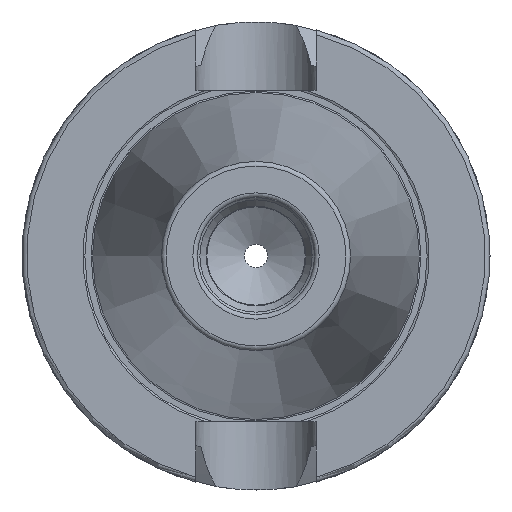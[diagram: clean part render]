
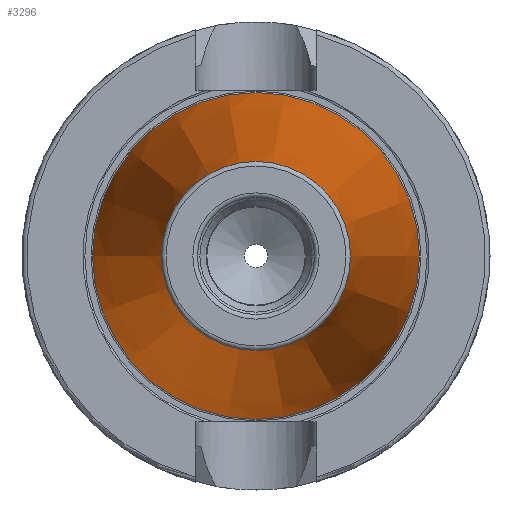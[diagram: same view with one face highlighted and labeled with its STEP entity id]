
A CAD part, left-side view. The second image highlights one B-rep face of the part: STEP entity #3296.
In plain terms, the highlighted conical face has half-angle 8.297 degrees and reference radius 27.564 mm.
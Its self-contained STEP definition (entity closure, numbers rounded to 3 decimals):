
#3254=CARTESIAN_POINT('',(-100.944,20.204,0.0));
#3255=VERTEX_POINT('',#3254);
#3256=CARTESIAN_POINT('',(-100.944,0.,0.0));
#3257=DIRECTION('',(1.0,0.0,0.0));
#3258=DIRECTION('',(0.0,1.0,0.0));
#3259=AXIS2_PLACEMENT_3D('',#3256,#3257,#3258);
#3260=CIRCLE('',#3259,20.204);
#3261=EDGE_CURVE('',#3255,#3255,#3260,.T.);
#3277=CARTESIAN_POINT('',(-50.472,0.,0.0));
#3278=DIRECTION('',(1.0,0.,0.0));
#3279=DIRECTION('',(0.0,1.0,0.0));
#3280=AXIS2_PLACEMENT_3D('',#3277,#3278,#3279);
#3281=CONICAL_SURFACE('',#3280,27.564,8.297);
#3282=CARTESIAN_POINT('',(0.0,34.925,0.0));
#3283=VERTEX_POINT('',#3282);
#3284=CARTESIAN_POINT('',(0.,0.,0.0));
#3285=DIRECTION('',(1.0,0.0,0.0));
#3286=DIRECTION('',(0.0,1.0,0.0));
#3287=AXIS2_PLACEMENT_3D('',#3284,#3285,#3286);
#3288=CIRCLE('',#3287,34.925);
#3289=EDGE_CURVE('',#3283,#3283,#3288,.T.);
#3290=ORIENTED_EDGE('',*,*,#3289,.F.);
#3291=EDGE_LOOP('',(#3290));
#3292=FACE_OUTER_BOUND('',#3291,.T.);
#3293=ORIENTED_EDGE('',*,*,#3261,.T.);
#3294=EDGE_LOOP('',(#3293));
#3295=FACE_BOUND('',#3294,.T.);
#3296=ADVANCED_FACE('',(#3292,#3295),#3281,.T.);
